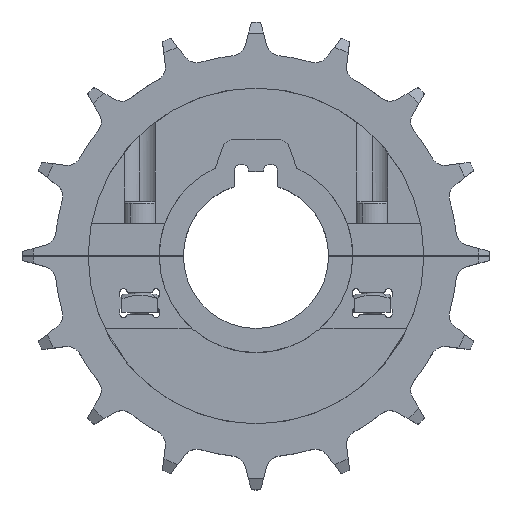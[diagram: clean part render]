
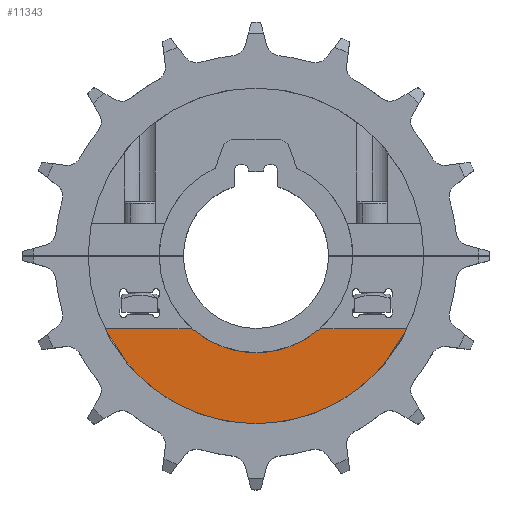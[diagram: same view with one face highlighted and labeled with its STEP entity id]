
A CAD part, top view. The second image highlights one B-rep face of the part: STEP entity #11343.
In plain terms, the highlighted planar face has unit normal (0, 0, 1).
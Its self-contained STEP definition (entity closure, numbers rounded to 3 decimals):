
#258 = CARTESIAN_POINT ( 'NONE',  ( 41.702, -20., 3.5 ) ) ;
#404 = DIRECTION ( 'NONE',  ( 0., 0., 1. ) ) ;
#475 = EDGE_LOOP ( 'NONE', ( #8343, #5385, #11855, #10602 ) ) ;
#878 = CARTESIAN_POINT ( 'NONE',  ( 0., 0., 3.5 ) ) ;
#1554 = VERTEX_POINT ( 'NONE', #7905 ) ;
#1948 = PLANE ( 'NONE',  #4774 ) ;
#2373 = DIRECTION ( 'NONE',  ( 1., 0., 0. ) ) ;
#2387 = EDGE_CURVE ( 'NONE', #8568, #3093, #11318, .T. ) ;
#2594 = AXIS2_PLACEMENT_3D ( 'NONE', #6198, #404, #2373 ) ;
#2718 = DIRECTION ( 'NONE',  ( 1., 0., 0. ) ) ;
#2834 = CARTESIAN_POINT ( 'NONE',  ( -41.702, -20., 3.5 ) ) ;
#3093 = VERTEX_POINT ( 'NONE', #258 ) ;
#3291 = CIRCLE ( 'NONE', #10361, 26.65 ) ;
#3833 = EDGE_CURVE ( 'NONE', #3093, #7368, #7020, .T. ) ;
#4431 = CARTESIAN_POINT ( 'NONE',  ( -41.702, -20., 3.5 ) ) ;
#4459 = DIRECTION ( 'NONE',  ( 1., 0., 0. ) ) ;
#4774 = AXIS2_PLACEMENT_3D ( 'NONE', #878, #5838, #2718 ) ;
#5385 = ORIENTED_EDGE ( 'NONE', *, *, #8671, .T. ) ;
#5714 = FACE_OUTER_BOUND ( 'NONE', #475, .T. ) ;
#5838 = DIRECTION ( 'NONE',  ( 0., 0., 1. ) ) ;
#6198 = CARTESIAN_POINT ( 'NONE',  ( 0., 0., 3.5 ) ) ;
#6199 = CARTESIAN_POINT ( 'NONE',  ( 17.613, -20., 3.5 ) ) ;
#6889 = DIRECTION ( 'NONE',  ( -1., 0., 0. ) ) ;
#7020 = LINE ( 'NONE', #6199, #10277 ) ;
#7184 = CARTESIAN_POINT ( 'NONE',  ( 0., 0., 3.5 ) ) ;
#7368 = VERTEX_POINT ( 'NONE', #11458 ) ;
#7703 = EDGE_CURVE ( 'NONE', #7368, #1554, #3291, .T. ) ;
#7722 = DIRECTION ( 'NONE',  ( -1., 0., 0. ) ) ;
#7905 = CARTESIAN_POINT ( 'NONE',  ( -17.613, -20., 3.5 ) ) ;
#8343 = ORIENTED_EDGE ( 'NONE', *, *, #7703, .T. ) ;
#8568 = VERTEX_POINT ( 'NONE', #4431 ) ;
#8671 = EDGE_CURVE ( 'NONE', #1554, #8568, #10821, .T. ) ;
#10208 = DIRECTION ( 'NONE',  ( 0., 0., -1. ) ) ;
#10277 = VECTOR ( 'NONE', #6889, 1000. ) ;
#10361 = AXIS2_PLACEMENT_3D ( 'NONE', #7184, #10208, #4459 ) ;
#10602 = ORIENTED_EDGE ( 'NONE', *, *, #3833, .T. ) ;
#10821 = LINE ( 'NONE', #2834, #11390 ) ;
#11318 = CIRCLE ( 'NONE', #2594, 46.25 ) ;
#11343 = ADVANCED_FACE ( 'NONE', ( #5714 ), #1948, .T. ) ;
#11390 = VECTOR ( 'NONE', #7722, 1000. ) ;
#11458 = CARTESIAN_POINT ( 'NONE',  ( 17.613, -20., 3.5 ) ) ;
#11855 = ORIENTED_EDGE ( 'NONE', *, *, #2387, .T. ) ;
